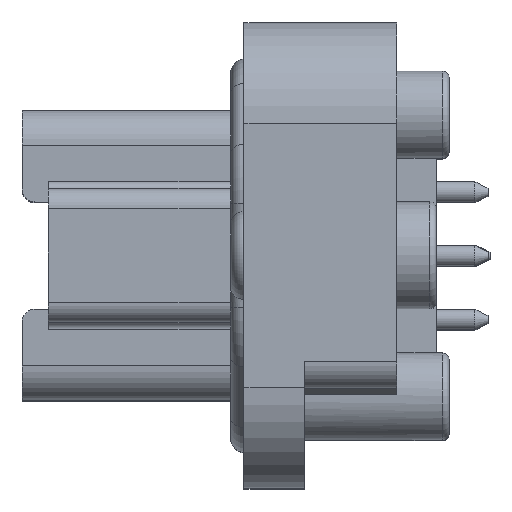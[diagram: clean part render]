
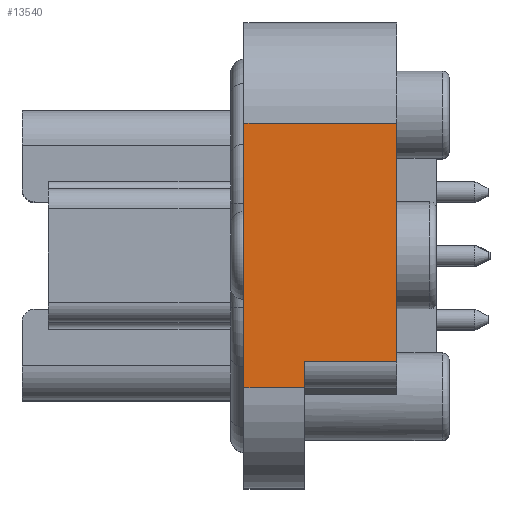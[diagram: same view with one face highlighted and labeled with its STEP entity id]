
A CAD part, top view. The second image highlights one B-rep face of the part: STEP entity #13540.
In plain terms, the highlighted planar face has unit normal (0, 0, 1).
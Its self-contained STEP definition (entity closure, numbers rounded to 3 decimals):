
#634=LINE('',#18962,#1590);
#663=LINE('',#19053,#1619);
#688=LINE('',#19132,#1644);
#694=LINE('',#19151,#1650);
#695=LINE('',#19153,#1651);
#696=LINE('',#19154,#1652);
#1590=VECTOR('',#15759,1000.);
#1619=VECTOR('',#15828,1000.);
#1644=VECTOR('',#15893,1000.);
#1650=VECTOR('',#15909,1000.);
#1651=VECTOR('',#15912,1000.);
#1652=VECTOR('',#15913,1000.);
#2882=ORIENTED_EDGE('',*,*,#5441,.T.);
#2883=ORIENTED_EDGE('',*,*,#5347,.T.);
#2884=ORIENTED_EDGE('',*,*,#5442,.F.);
#2885=ORIENTED_EDGE('',*,*,#5431,.F.);
#2886=ORIENTED_EDGE('',*,*,#5443,.F.);
#2887=ORIENTED_EDGE('',*,*,#5391,.F.);
#5347=EDGE_CURVE('',#6617,#6623,#634,.T.);
#5391=EDGE_CURVE('',#6665,#6666,#663,.T.);
#5431=EDGE_CURVE('',#6699,#6700,#688,.T.);
#5441=EDGE_CURVE('',#6665,#6617,#694,.T.);
#5442=EDGE_CURVE('',#6700,#6623,#695,.T.);
#5443=EDGE_CURVE('',#6666,#6699,#696,.T.);
#6617=VERTEX_POINT('',#18949);
#6623=VERTEX_POINT('',#18961);
#6665=VERTEX_POINT('',#19052);
#6666=VERTEX_POINT('',#19054);
#6699=VERTEX_POINT('',#19131);
#6700=VERTEX_POINT('',#19133);
#7570=EDGE_LOOP('',(#2882,#2883,#2884,#2885,#2886,#2887));
#8350=FACE_BOUND('',#7570,.T.);
#9065=PLANE('',#14293);
#13540=ADVANCED_FACE('',(#8350),#9065,.F.);
#14293=AXIS2_PLACEMENT_3D('',#19152,#15910,#15911);
#15759=DIRECTION('',(0.,-1.,0.));
#15828=DIRECTION('',(0.,-1.,0.));
#15893=DIRECTION('',(0.,-1.,0.));
#15909=DIRECTION('',(-1.,0.,0.));
#15910=DIRECTION('',(0.,0.,-1.));
#15911=DIRECTION('',(-1.,0.,0.));
#15912=DIRECTION('',(-1.,0.,0.));
#15913=DIRECTION('',(-1.,0.,0.));
#18949=CARTESIAN_POINT('',(0.,10.005,29.6));
#18961=CARTESIAN_POINT('',(0.,-10.005,29.6));
#18962=CARTESIAN_POINT('',(0.,10.005,29.6));
#19052=CARTESIAN_POINT('',(11.56,10.005,29.6));
#19053=CARTESIAN_POINT('',(11.56,10.005,29.6));
#19054=CARTESIAN_POINT('',(11.56,-8.055,29.6));
#19131=CARTESIAN_POINT('',(4.56,-8.055,29.6));
#19132=CARTESIAN_POINT('',(4.56,10.005,29.6));
#19133=CARTESIAN_POINT('',(4.56,-10.005,29.6));
#19151=CARTESIAN_POINT('',(11.56,10.005,29.6));
#19152=CARTESIAN_POINT('',(11.56,10.005,29.6));
#19153=CARTESIAN_POINT('',(4.56,-10.005,29.6));
#19154=CARTESIAN_POINT('',(11.56,-8.055,29.6));
